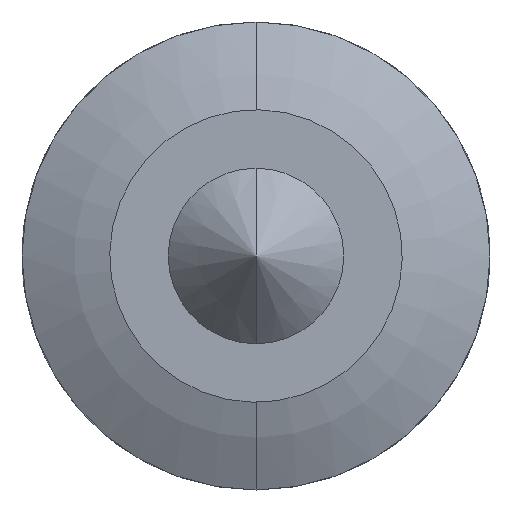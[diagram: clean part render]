
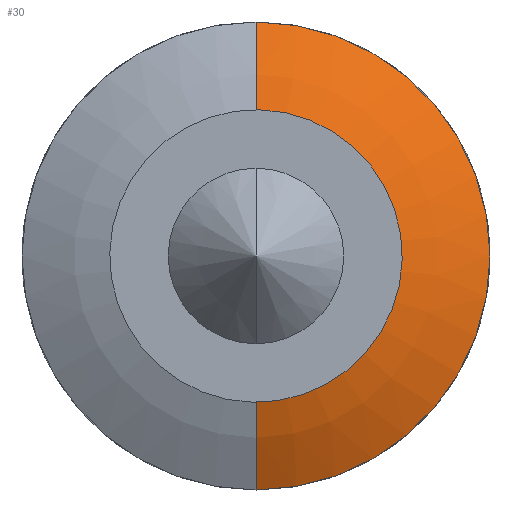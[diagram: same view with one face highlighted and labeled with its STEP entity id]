
A CAD part, front view. The second image highlights one B-rep face of the part: STEP entity #30.
In plain terms, the highlighted toroidal (fillet/blend) face has major radius 0.771 mm and minor radius 18 mm.
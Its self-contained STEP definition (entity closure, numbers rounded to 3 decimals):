
#30 = ADVANCED_FACE ( 'NONE', ( #443 ), #607, .T. ) ;
#78 = EDGE_CURVE ( 'NONE', #530, #529, #674, .T. ) ;
#85 = DIRECTION ( 'NONE',  ( 0., 0., 1. ) ) ;
#86 = DIRECTION ( 'NONE',  ( 0., 1., 0. ) ) ;
#87 = CARTESIAN_POINT ( 'NONE',  ( 0., 55.719, 0. ) ) ;
#301 = AXIS2_PLACEMENT_3D ( 'NONE', #942, #939, #935 ) ;
#339 = AXIS2_PLACEMENT_3D ( 'NONE', #1003, #1002, #1001 ) ;
#352 = AXIS2_PLACEMENT_3D ( 'NONE', #947, #946, #945 ) ;
#355 = CIRCLE ( 'NONE', #352, 2.4 ) ;
#360 = CIRCLE ( 'NONE', #361, 18. ) ;
#361 = AXIS2_PLACEMENT_3D ( 'NONE', #811, #810, #809 ) ;
#443 = FACE_OUTER_BOUND ( 'NONE', #500, .T. ) ;
#500 = EDGE_LOOP ( 'NONE', ( #579, #581, #580, #582 ) ) ;
#522 = VERTEX_POINT ( 'NONE', #880 ) ;
#523 = VERTEX_POINT ( 'NONE', #875 ) ;
#529 = VERTEX_POINT ( 'NONE', #854 ) ;
#530 = VERTEX_POINT ( 'NONE', #849 ) ;
#579 = ORIENTED_EDGE ( 'NONE', *, *, #731, .T. ) ;
#580 = ORIENTED_EDGE ( 'NONE', *, *, #78, .F. ) ;
#581 = ORIENTED_EDGE ( 'NONE', *, *, #712, .T. ) ;
#582 = ORIENTED_EDGE ( 'NONE', *, *, #710, .F. ) ;
#607 = TOROIDAL_SURFACE ( 'NONE', #643, -0.771, 18. ) ;
#620 = CIRCLE ( 'NONE', #339, 18. ) ;
#643 = AXIS2_PLACEMENT_3D ( 'NONE', #87, #86, #85 ) ;
#674 = CIRCLE ( 'NONE', #301, 8. ) ;
#710 = EDGE_CURVE ( 'NONE', #523, #530, #360, .T. ) ;
#712 = EDGE_CURVE ( 'NONE', #522, #529, #620, .T. ) ;
#731 = EDGE_CURVE ( 'NONE', #523, #522, #355, .T. ) ;
#809 = DIRECTION ( 'NONE',  ( 0., 0., 1. ) ) ;
#810 = DIRECTION ( 'NONE',  ( -1., 0., 0. ) ) ;
#811 = CARTESIAN_POINT ( 'NONE',  ( 0., 55.719, -0.771 ) ) ;
#849 = CARTESIAN_POINT ( 'NONE',  ( 0., 40., 8. ) ) ;
#854 = CARTESIAN_POINT ( 'NONE',  ( 0., 40., -8. ) ) ;
#875 = CARTESIAN_POINT ( 'NONE',  ( 0., 38., 2.4 ) ) ;
#880 = CARTESIAN_POINT ( 'NONE',  ( 0., 38., -2.4 ) ) ;
#935 = DIRECTION ( 'NONE',  ( 0., 0., 1. ) ) ;
#939 = DIRECTION ( 'NONE',  ( 0., 1., 0. ) ) ;
#942 = CARTESIAN_POINT ( 'NONE',  ( 0., 40., 0. ) ) ;
#945 = DIRECTION ( 'NONE',  ( 0., 0., 1. ) ) ;
#946 = DIRECTION ( 'NONE',  ( 0., 1., 0. ) ) ;
#947 = CARTESIAN_POINT ( 'NONE',  ( 0., 38., 0. ) ) ;
#1001 = DIRECTION ( 'NONE',  ( 0., 0., -1. ) ) ;
#1002 = DIRECTION ( 'NONE',  ( 1., 0., 0. ) ) ;
#1003 = CARTESIAN_POINT ( 'NONE',  ( 0., 55.719, 0.771 ) ) ;
